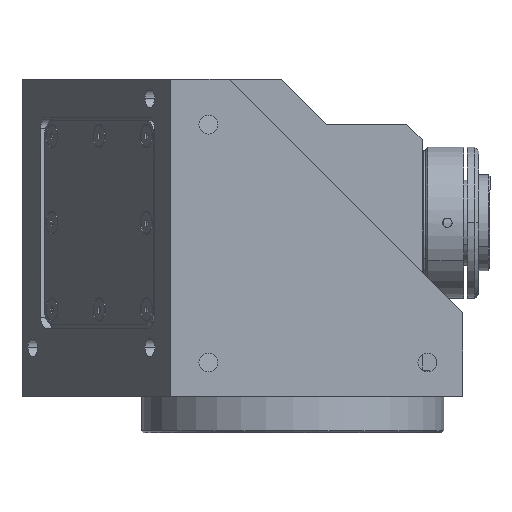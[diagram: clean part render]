
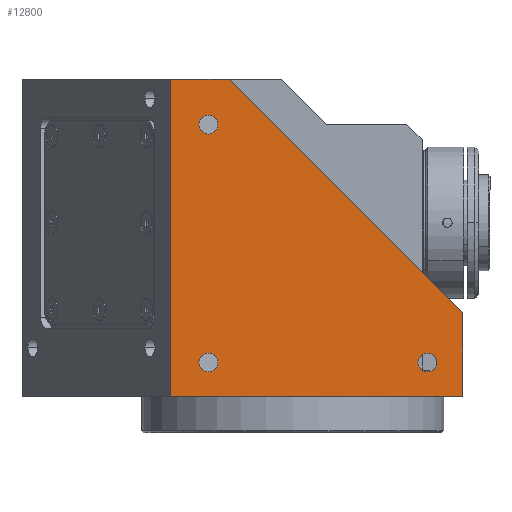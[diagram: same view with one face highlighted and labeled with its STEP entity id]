
A CAD part, front view. The second image highlights one B-rep face of the part: STEP entity #12800.
In plain terms, the highlighted planar face has unit normal (0, -1, 0).
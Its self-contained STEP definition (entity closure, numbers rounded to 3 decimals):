
#142 = FACE_OUTER_BOUND ( 'NONE', #4812, .T. ) ;
#568 = CARTESIAN_POINT ( 'NONE',  ( -32.304, -44., 157.355 ) ) ;
#621 = CIRCLE ( 'NONE', #4790, 2.5 ) ;
#732 = DIRECTION ( 'NONE',  ( 1., 0., 0. ) ) ;
#767 = ORIENTED_EDGE ( 'NONE', *, *, #11484, .F. ) ;
#902 = CARTESIAN_POINT ( 'NONE',  ( 35.696, -44., 178.855 ) ) ;
#1162 = ORIENTED_EDGE ( 'NONE', *, *, #2540, .F. ) ;
#1229 = DIRECTION ( 'NONE',  ( 0., -1., 0. ) ) ;
#1453 = LINE ( 'NONE', #7111, #8168 ) ;
#1467 = DIRECTION ( 'NONE',  ( 0., 0., -1. ) ) ;
#1549 = CARTESIAN_POINT ( 'NONE',  ( -22.304, -44., 178.855 ) ) ;
#1555 = CARTESIAN_POINT ( 'NONE',  ( -22.304, -44., 239.355 ) ) ;
#1726 = CIRCLE ( 'NONE', #7732, 2.5 ) ;
#2174 = DIRECTION ( 'NONE',  ( 0., -1., 0. ) ) ;
#2339 = DIRECTION ( 'NONE',  ( 0., -1., 0. ) ) ;
#2400 = CARTESIAN_POINT ( 'NONE',  ( 45., -44., 157.355 ) ) ;
#2428 = CIRCLE ( 'NONE', #10529, 2.5 ) ;
#2540 = EDGE_CURVE ( 'NONE', #3531, #9268, #7490, .T. ) ;
#2718 = DIRECTION ( 'NONE',  ( 0., -1., 0. ) ) ;
#2951 = EDGE_LOOP ( 'NONE', ( #6351, #12887 ) ) ;
#3373 = CARTESIAN_POINT ( 'NONE',  ( 45., -44., 189.568 ) ) ;
#3394 = VECTOR ( 'NONE', #11242, 1000. ) ;
#3398 = CARTESIAN_POINT ( 'NONE',  ( -22.304, -44., 176.355 ) ) ;
#3531 = VERTEX_POINT ( 'NONE', #11681 ) ;
#3563 = VERTEX_POINT ( 'NONE', #11088 ) ;
#4290 = VECTOR ( 'NONE', #9851, 1000. ) ;
#4706 = FACE_BOUND ( 'NONE', #12957, .T. ) ;
#4790 = AXIS2_PLACEMENT_3D ( 'NONE', #9184, #11576, #12523 ) ;
#4812 = EDGE_LOOP ( 'NONE', ( #5147, #767, #1162, #9042, #7850 ) ) ;
#5147 = ORIENTED_EDGE ( 'NONE', *, *, #11111, .F. ) ;
#5458 = LINE ( 'NONE', #12910, #4290 ) ;
#5927 = EDGE_CURVE ( 'NONE', #14264, #10492, #11166, .T. ) ;
#5931 = CARTESIAN_POINT ( 'NONE',  ( -22.304, -44., 236.855 ) ) ;
#5951 = VERTEX_POINT ( 'NONE', #9681 ) ;
#6133 = EDGE_CURVE ( 'NONE', #5951, #12199, #13367, .T. ) ;
#6307 = CARTESIAN_POINT ( 'NONE',  ( -16.787, -44., 251.355 ) ) ;
#6310 = EDGE_CURVE ( 'NONE', #12502, #3563, #6459, .T. ) ;
#6351 = ORIENTED_EDGE ( 'NONE', *, *, #8778, .F. ) ;
#6459 = CIRCLE ( 'NONE', #12689, 2.5 ) ;
#6613 = DIRECTION ( 'NONE',  ( 0., 0., -1. ) ) ;
#6733 = DIRECTION ( 'NONE',  ( 0., -1., 0. ) ) ;
#6816 = ORIENTED_EDGE ( 'NONE', *, *, #6310, .F. ) ;
#6884 = DIRECTION ( 'NONE',  ( 1., 0., 0. ) ) ;
#7053 = CARTESIAN_POINT ( 'NONE',  ( -22.304, -44., 239.355 ) ) ;
#7108 = VERTEX_POINT ( 'NONE', #6307 ) ;
#7111 = CARTESIAN_POINT ( 'NONE',  ( 45., -44., 167.355 ) ) ;
#7471 = CARTESIAN_POINT ( 'NONE',  ( 45., -44., 251.355 ) ) ;
#7490 = LINE ( 'NONE', #568, #13382 ) ;
#7732 = AXIS2_PLACEMENT_3D ( 'NONE', #8051, #2174, #6613 ) ;
#7850 = ORIENTED_EDGE ( 'NONE', *, *, #5927, .T. ) ;
#7922 = DIRECTION ( 'NONE',  ( 0., 0., -1. ) ) ;
#8051 = CARTESIAN_POINT ( 'NONE',  ( 35.696, -44., 176.355 ) ) ;
#8109 = ORIENTED_EDGE ( 'NONE', *, *, #10174, .F. ) ;
#8168 = VECTOR ( 'NONE', #8187, 1000. ) ;
#8187 = DIRECTION ( 'NONE',  ( 1., 0., 0. ) ) ;
#8778 = EDGE_CURVE ( 'NONE', #12199, #5951, #9080, .T. ) ;
#8837 = DIRECTION ( 'NONE',  ( 0., 0., -1. ) ) ;
#8849 = AXIS2_PLACEMENT_3D ( 'NONE', #1555, #2339, #7922 ) ;
#8920 = VECTOR ( 'NONE', #732, 1000. ) ;
#9003 = EDGE_CURVE ( 'NONE', #3531, #14264, #1453, .T. ) ;
#9042 = ORIENTED_EDGE ( 'NONE', *, *, #9003, .T. ) ;
#9080 = CIRCLE ( 'NONE', #8849, 2.5 ) ;
#9107 = FACE_BOUND ( 'NONE', #12067, .T. ) ;
#9184 = CARTESIAN_POINT ( 'NONE',  ( 35.696, -44., 176.355 ) ) ;
#9268 = VERTEX_POINT ( 'NONE', #11112 ) ;
#9627 = LINE ( 'NONE', #7471, #8920 ) ;
#9639 = CARTESIAN_POINT ( 'NONE',  ( 45., -44., 167.355 ) ) ;
#9681 = CARTESIAN_POINT ( 'NONE',  ( -22.304, -44., 241.855 ) ) ;
#9807 = CARTESIAN_POINT ( 'NONE',  ( 35.696, -44., 173.855 ) ) ;
#9851 = DIRECTION ( 'NONE',  ( 0.707, 0., -0.707 ) ) ;
#10113 = AXIS2_PLACEMENT_3D ( 'NONE', #7053, #11387, #1467 ) ;
#10174 = EDGE_CURVE ( 'NONE', #11150, #13011, #1726, .T. ) ;
#10344 = DIRECTION ( 'NONE',  ( 0., 0., 1. ) ) ;
#10492 = VERTEX_POINT ( 'NONE', #3373 ) ;
#10529 = AXIS2_PLACEMENT_3D ( 'NONE', #11341, #2718, #13808 ) ;
#10643 = ORIENTED_EDGE ( 'NONE', *, *, #11772, .F. ) ;
#11070 = PLANE ( 'NONE',  #13564 ) ;
#11088 = CARTESIAN_POINT ( 'NONE',  ( -22.304, -44., 173.855 ) ) ;
#11111 = EDGE_CURVE ( 'NONE', #7108, #10492, #5458, .T. ) ;
#11112 = CARTESIAN_POINT ( 'NONE',  ( -32.304, -44., 251.355 ) ) ;
#11150 = VERTEX_POINT ( 'NONE', #902 ) ;
#11166 = LINE ( 'NONE', #2400, #3394 ) ;
#11242 = DIRECTION ( 'NONE',  ( 0., 0., 1. ) ) ;
#11341 = CARTESIAN_POINT ( 'NONE',  ( -22.304, -44., 176.355 ) ) ;
#11387 = DIRECTION ( 'NONE',  ( 0., -1., 0. ) ) ;
#11484 = EDGE_CURVE ( 'NONE', #9268, #7108, #9627, .T. ) ;
#11576 = DIRECTION ( 'NONE',  ( 0., -1., 0. ) ) ;
#11681 = CARTESIAN_POINT ( 'NONE',  ( -32.304, -44., 167.355 ) ) ;
#11772 = EDGE_CURVE ( 'NONE', #13011, #11150, #621, .T. ) ;
#12067 = EDGE_LOOP ( 'NONE', ( #12575, #6816 ) ) ;
#12132 = EDGE_CURVE ( 'NONE', #3563, #12502, #2428, .T. ) ;
#12199 = VERTEX_POINT ( 'NONE', #5931 ) ;
#12296 = CARTESIAN_POINT ( 'NONE',  ( 45., -44., 157.355 ) ) ;
#12502 = VERTEX_POINT ( 'NONE', #1549 ) ;
#12523 = DIRECTION ( 'NONE',  ( 0., 0., -1. ) ) ;
#12575 = ORIENTED_EDGE ( 'NONE', *, *, #12132, .F. ) ;
#12689 = AXIS2_PLACEMENT_3D ( 'NONE', #3398, #1229, #8837 ) ;
#12800 = ADVANCED_FACE ( 'NONE', ( #13321, #4706, #9107, #142 ), #11070, .T. ) ;
#12887 = ORIENTED_EDGE ( 'NONE', *, *, #6133, .F. ) ;
#12910 = CARTESIAN_POINT ( 'NONE',  ( -16.787, -44., 251.355 ) ) ;
#12957 = EDGE_LOOP ( 'NONE', ( #10643, #8109 ) ) ;
#13011 = VERTEX_POINT ( 'NONE', #9807 ) ;
#13321 = FACE_BOUND ( 'NONE', #2951, .T. ) ;
#13367 = CIRCLE ( 'NONE', #10113, 2.5 ) ;
#13382 = VECTOR ( 'NONE', #10344, 1000. ) ;
#13564 = AXIS2_PLACEMENT_3D ( 'NONE', #12296, #6733, #6884 ) ;
#13808 = DIRECTION ( 'NONE',  ( 0., 0., -1. ) ) ;
#14264 = VERTEX_POINT ( 'NONE', #9639 ) ;
